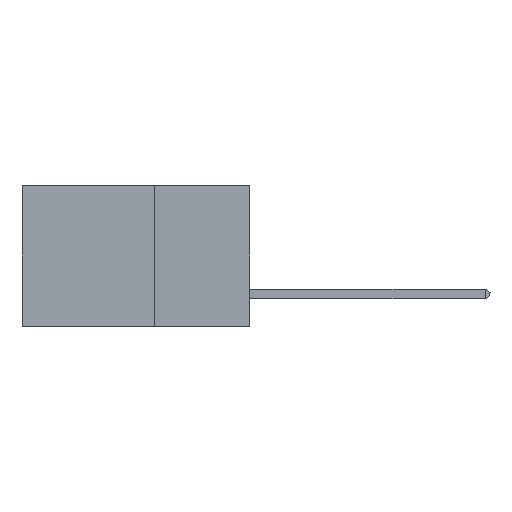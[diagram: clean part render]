
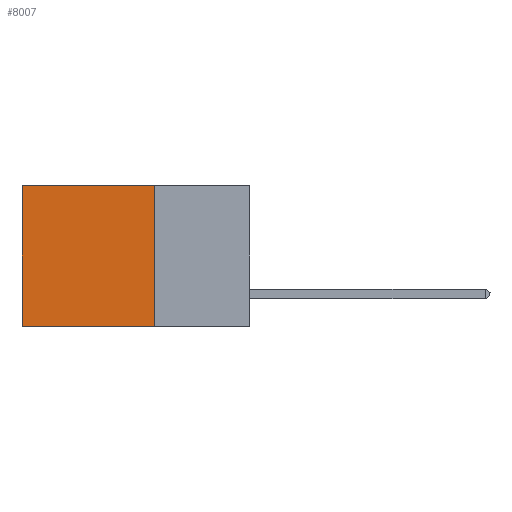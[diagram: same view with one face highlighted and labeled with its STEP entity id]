
A CAD part, left-side view. The second image highlights one B-rep face of the part: STEP entity #8007.
In plain terms, the highlighted planar face has unit normal (-1, 0, 0).
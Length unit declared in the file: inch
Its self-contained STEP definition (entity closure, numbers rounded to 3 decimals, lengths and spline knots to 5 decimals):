
#59 = LINE ( 'NONE', #30898, #24433 ) ;
#1831 = ORIENTED_EDGE ( 'NONE', *, *, #13388, .T. ) ;
#4980 = DIRECTION ( 'NONE',  ( 0., 1., 0. ) ) ;
#5313 = DIRECTION ( 'NONE',  ( 0., 0., -1. ) ) ;
#6947 = CARTESIAN_POINT ( 'NONE',  ( 0.2875, 0.25, 0. ) ) ;
#7824 = VERTEX_POINT ( 'NONE', #28649 ) ;
#8007 = ADVANCED_FACE ( 'NONE', ( #13205 ), #37709, .F. ) ;
#9149 = LINE ( 'NONE', #40359, #23872 ) ;
#11916 = CARTESIAN_POINT ( 'NONE',  ( 0.2875, 0.6, 0. ) ) ;
#12237 = VERTEX_POINT ( 'NONE', #39642 ) ;
#12289 = EDGE_CURVE ( 'NONE', #7824, #12237, #9149, .T. ) ;
#13205 = FACE_OUTER_BOUND ( 'NONE', #35444, .T. ) ;
#13388 = EDGE_CURVE ( 'NONE', #39858, #12237, #24253, .T. ) ;
#15657 = VECTOR ( 'NONE', #34917, 39.37008 ) ;
#17715 = AXIS2_PLACEMENT_3D ( 'NONE', #37858, #18235, #5313 ) ;
#18235 = DIRECTION ( 'NONE',  ( 1., 0., 0. ) ) ;
#18536 = EDGE_CURVE ( 'NONE', #29873, #39858, #38265, .T. ) ;
#19497 = CARTESIAN_POINT ( 'NONE',  ( 0.2875, 0.25, 0. ) ) ;
#20472 = ORIENTED_EDGE ( 'NONE', *, *, #12289, .F. ) ;
#22140 = ORIENTED_EDGE ( 'NONE', *, *, #18536, .T. ) ;
#23872 = VECTOR ( 'NONE', #4980, 39.37008 ) ;
#24253 = LINE ( 'NONE', #11916, #15657 ) ;
#24433 = VECTOR ( 'NONE', #37588, 39.37008 ) ;
#28649 = CARTESIAN_POINT ( 'NONE',  ( 0.2875, 0.25, -0.37 ) ) ;
#29873 = VERTEX_POINT ( 'NONE', #6947 ) ;
#30595 = VECTOR ( 'NONE', #38405, 39.37008 ) ;
#30898 = CARTESIAN_POINT ( 'NONE',  ( 0.2875, 0.25, 0. ) ) ;
#34917 = DIRECTION ( 'NONE',  ( 0., 0., -1. ) ) ;
#35102 = CARTESIAN_POINT ( 'NONE',  ( 0.2875, 0.6, 0. ) ) ;
#35444 = EDGE_LOOP ( 'NONE', ( #1831, #20472, #40739, #22140 ) ) ;
#37588 = DIRECTION ( 'NONE',  ( 0., 0., -1. ) ) ;
#37709 = PLANE ( 'NONE',  #17715 ) ;
#37858 = CARTESIAN_POINT ( 'NONE',  ( 0.2875, 0.25, 0. ) ) ;
#38265 = LINE ( 'NONE', #19497, #30595 ) ;
#38405 = DIRECTION ( 'NONE',  ( 0., 1., 0. ) ) ;
#39642 = CARTESIAN_POINT ( 'NONE',  ( 0.2875, 0.6, -0.37 ) ) ;
#39858 = VERTEX_POINT ( 'NONE', #35102 ) ;
#39963 = EDGE_CURVE ( 'NONE', #29873, #7824, #59, .T. ) ;
#40359 = CARTESIAN_POINT ( 'NONE',  ( 0.2875, 0.25, -0.37 ) ) ;
#40739 = ORIENTED_EDGE ( 'NONE', *, *, #39963, .F. ) ;
